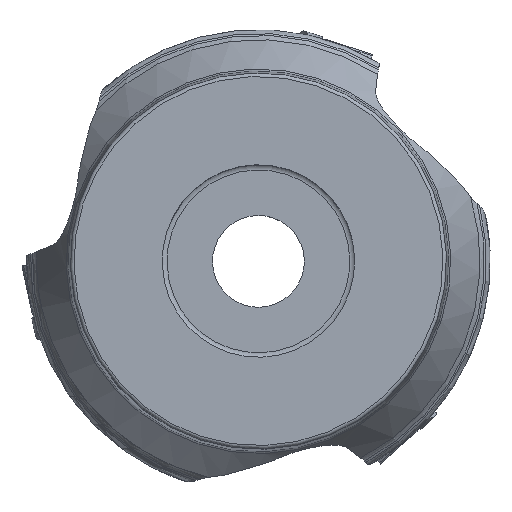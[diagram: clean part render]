
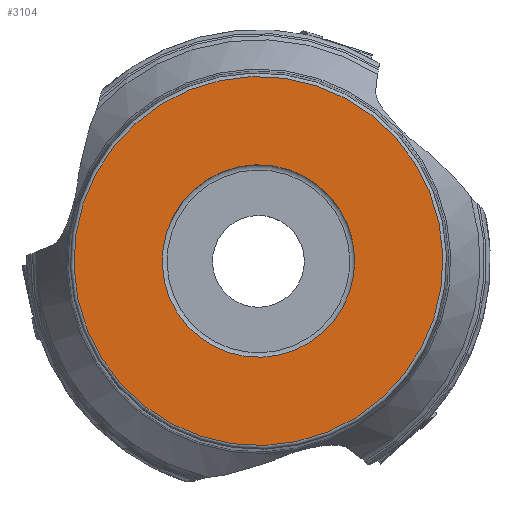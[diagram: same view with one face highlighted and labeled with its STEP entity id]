
A CAD part, top view. The second image highlights one B-rep face of the part: STEP entity #3104.
In plain terms, the highlighted planar face has unit normal (0, 0, 1).
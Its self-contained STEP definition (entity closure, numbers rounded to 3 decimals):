
#1096=FACE_BOUND('',#6103,.T.);
#1097=FACE_BOUND('',#6104,.T.);
#3104=ADVANCED_FACE('CU_BACK_F001',(#1096,#1097),#3436,.F.);
#3436=PLANE('',#24472);
#6103=EDGE_LOOP('',(#14303));
#6104=EDGE_LOOP('',(#14304));
#7410=CIRCLE('',#22936,11.005);
#8072=CIRCLE('',#24470,21.1);
#14303=ORIENTED_EDGE('',*,*,#17863,.F.);
#14304=ORIENTED_EDGE('',*,*,#19861,.T.);
#15454=VERTEX_POINT('',#37012);
#16621=VERTEX_POINT('',#49351);
#17863=EDGE_CURVE('',#15454,#15454,#7410,.T.);
#19861=EDGE_CURVE('',#16621,#16621,#8072,.T.);
#22936=AXIS2_PLACEMENT_3D('',#37011,#26481,#26482);
#24470=AXIS2_PLACEMENT_3D('',#49350,#30184,#30185);
#24472=AXIS2_PLACEMENT_3D('',#49353,#30188,#30189);
#26481=DIRECTION('',(0.,0.,1.));
#26482=DIRECTION('',(0.978,0.208,0.));
#30184=DIRECTION('',(0.,0.,1.));
#30185=DIRECTION('',(0.978,0.208,0.));
#30188=DIRECTION('',(0.,0.,-1.));
#30189=DIRECTION('',(-0.978,-0.208,0.));
#37011=CARTESIAN_POINT('',(0.,0.,
0.));
#37012=CARTESIAN_POINT('',(10.765,2.288,0.));
#49350=CARTESIAN_POINT('',(0.,0.,
0.));
#49351=CARTESIAN_POINT('',(20.639,4.387,0.));
#49353=CARTESIAN_POINT('',(-20.5,0.,0.));
